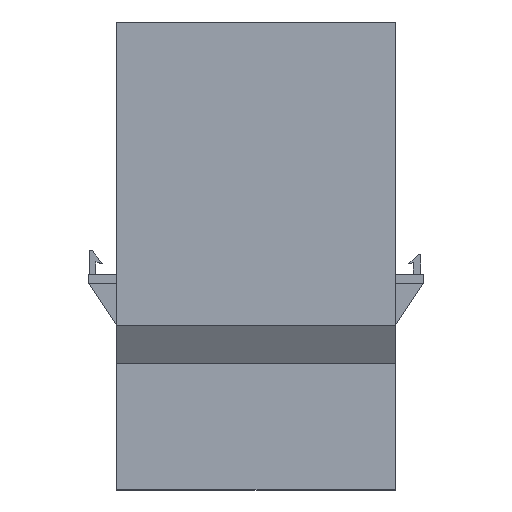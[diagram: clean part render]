
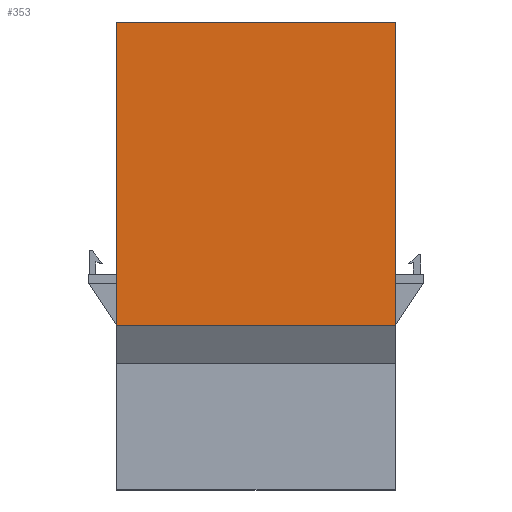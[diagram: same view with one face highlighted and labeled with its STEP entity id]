
A CAD part, top view. The second image highlights one B-rep face of the part: STEP entity #353.
In plain terms, the highlighted planar face has unit normal (0, 0, 1).
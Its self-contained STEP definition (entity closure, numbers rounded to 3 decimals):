
#199=FACE_OUTER_BOUND('',#713,.T.);
#353=ADVANCED_FACE('',(#199),#509,.T.);
#509=PLANE('',#3277);
#713=EDGE_LOOP('',(#1118,#1119,#1120,#1121));
#1118=ORIENTED_EDGE('',*,*,#2099,.F.);
#1119=ORIENTED_EDGE('',*,*,#2269,.T.);
#1120=ORIENTED_EDGE('',*,*,#2150,.T.);
#1121=ORIENTED_EDGE('',*,*,#2270,.F.);
#1801=VERTEX_POINT('',#4376);
#1807=VERTEX_POINT('',#4389);
#1855=VERTEX_POINT('',#4491);
#1856=VERTEX_POINT('',#4493);
#2099=EDGE_CURVE('',#1807,#1801,#2521,.T.);
#2150=EDGE_CURVE('',#1856,#1855,#2559,.T.);
#2269=EDGE_CURVE('',#1807,#1856,#2652,.T.);
#2270=EDGE_CURVE('',#1801,#1855,#2653,.T.);
#2521=LINE('',#4390,#2892);
#2559=LINE('',#4492,#2930);
#2652=LINE('',#4728,#3023);
#2653=LINE('',#4729,#3024);
#2892=VECTOR('',#3526,1.);
#2930=VECTOR('',#3596,1.);
#3023=VECTOR('',#3751,1.);
#3024=VECTOR('',#3752,1.);
#3277=AXIS2_PLACEMENT_3D('',#4730,#3753,#3754);
#3526=DIRECTION('',(0.,1.,0.));
#3596=DIRECTION('',(0.,1.,0.));
#3751=DIRECTION('',(1.,0.,0.));
#3752=DIRECTION('',(1.,0.,0.));
#3753=DIRECTION('',(0.,0.,1.));
#3754=DIRECTION('',(1.,0.,0.));
#4376=CARTESIAN_POINT('',(-30.,50.,10.25));
#4389=CARTESIAN_POINT('',(-30.,-14.945,10.25));
#4390=CARTESIAN_POINT('',(-30.,-50.,10.25));
#4491=CARTESIAN_POINT('',(29.5,50.,10.25));
#4492=CARTESIAN_POINT('',(29.5,-50.,10.25));
#4493=CARTESIAN_POINT('',(29.5,-14.945,10.25));
#4728=CARTESIAN_POINT('',(-31.5,-14.945,10.25));
#4729=CARTESIAN_POINT('',(-30.,50.,10.25));
#4730=CARTESIAN_POINT('',(-30.,-50.,10.25));
